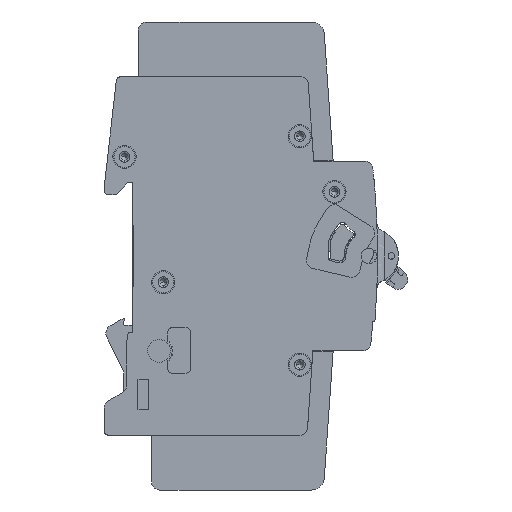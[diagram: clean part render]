
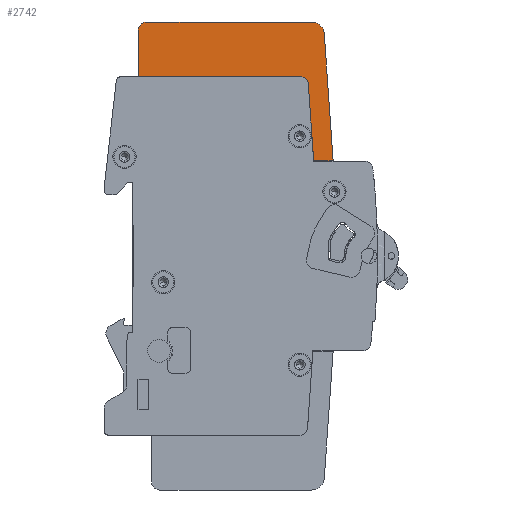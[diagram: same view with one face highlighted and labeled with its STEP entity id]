
A CAD part, left-side view. The second image highlights one B-rep face of the part: STEP entity #2742.
In plain terms, the highlighted planar face has unit normal (-1, 0, 0).
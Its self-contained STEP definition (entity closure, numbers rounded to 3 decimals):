
#2742=ADVANCED_FACE('',(#5297),#5298,.T.);
#5297=FACE_OUTER_BOUND('',#7796,.T.);
#5298=PLANE('',#7797);
#7796=EDGE_LOOP('',(#14853,#14854,#14855,#14856,#14857,#14858,#14859,#14860,#14861));
#7797=AXIS2_PLACEMENT_3D('',#14862,#14863,#14864);
#14853=ORIENTED_EDGE('',*,*,#18137,.F.);
#14854=ORIENTED_EDGE('',*,*,#18155,.F.);
#14855=ORIENTED_EDGE('',*,*,#18156,.F.);
#14856=ORIENTED_EDGE('',*,*,#18157,.F.);
#14857=ORIENTED_EDGE('',*,*,#18158,.F.);
#14858=ORIENTED_EDGE('',*,*,#18159,.F.);
#14859=ORIENTED_EDGE('',*,*,#18160,.F.);
#14860=ORIENTED_EDGE('',*,*,#18161,.F.);
#14861=ORIENTED_EDGE('',*,*,#18162,.F.);
#14862=CARTESIAN_POINT('',(1.55,-20.42,0.383));
#14863=DIRECTION('',(-1.0,0.0,0.0));
#14864=DIRECTION('',(0.0,-1.0,0.0));
#18137=EDGE_CURVE('',#22426,#22428,#22429,.T.);
#18155=EDGE_CURVE('',#22457,#22426,#22458,.T.);
#18156=EDGE_CURVE('',#22459,#22457,#22460,.T.);
#18157=EDGE_CURVE('',#22461,#22459,#22462,.T.);
#18158=EDGE_CURVE('',#22463,#22461,#22464,.T.);
#18159=EDGE_CURVE('',#22465,#22463,#22466,.T.);
#18160=EDGE_CURVE('',#22467,#22465,#22468,.T.);
#18161=EDGE_CURVE('',#22469,#22467,#22470,.T.);
#18162=EDGE_CURVE('',#22428,#22469,#22471,.T.);
#22426=VERTEX_POINT('',#28728);
#22428=VERTEX_POINT('',#28731);
#22429=LINE('',#28732,#28733);
#22457=VERTEX_POINT('',#28773);
#22458=LINE('',#28774,#28775);
#22459=VERTEX_POINT('',#28776);
#22460=LINE('',#28777,#28778);
#22461=VERTEX_POINT('',#28779);
#22462=CIRCLE('',#28780,3.);
#22463=VERTEX_POINT('',#28781);
#22464=LINE('',#28782,#28783);
#22465=VERTEX_POINT('',#28784);
#22466=CIRCLE('',#28785,2.);
#22467=VERTEX_POINT('',#28786);
#22468=LINE('',#28787,#28788);
#22469=VERTEX_POINT('',#28789);
#22470=LINE('',#28790,#28791);
#22471=CIRCLE('',#28792,1.8);
#28728=CARTESIAN_POINT('',(1.55,-42.862,22.6));
#28731=CARTESIAN_POINT('',(1.55,-41.588,40.826));
#28732=CARTESIAN_POINT('',(1.55,-43.264,16.858));
#28733=VECTOR('',#32408,1.0);
#28773=CARTESIAN_POINT('',(1.55,-47.481,22.6));
#28774=CARTESIAN_POINT('',(1.55,-47.481,22.6));
#28775=VECTOR('',#32427,1.0);
#28776=CARTESIAN_POINT('',(1.55,-45.376,52.709));
#28777=CARTESIAN_POINT('',(1.55,-45.376,52.709));
#28778=VECTOR('',#32428,1.0);
#28779=CARTESIAN_POINT('',(1.55,-42.383,55.5));
#28780=AXIS2_PLACEMENT_3D('',#32429,#32430,#32431);
#28781=CARTESIAN_POINT('',(1.55,-3.3,55.5));
#28782=CARTESIAN_POINT('',(1.55,-3.3,55.5));
#28783=VECTOR('',#32432,1.0);
#28784=CARTESIAN_POINT('',(1.55,-1.3,53.5));
#28785=AXIS2_PLACEMENT_3D('',#32433,#32434,#32435);
#28786=CARTESIAN_POINT('',(1.55,-1.3,42.5));
#28787=CARTESIAN_POINT('',(1.55,-1.3,0.0));
#28788=VECTOR('',#32436,1.0);
#28789=CARTESIAN_POINT('',(1.55,-39.792,42.5));
#28790=CARTESIAN_POINT('',(1.55,-19.422,42.5));
#28791=VECTOR('',#32437,1.0);
#28792=AXIS2_PLACEMENT_3D('',#32438,#32439,#32440);
#32408=DIRECTION('',(0.0,0.07,0.998));
#32427=DIRECTION('',(0.0,1.0,0.0));
#32428=DIRECTION('',(0.0,-0.07,-0.998));
#32429=CARTESIAN_POINT('',(1.55,-42.383,52.5));
#32430=DIRECTION('',(1.0,0.0,0.0));
#32431=DIRECTION('',(0.0,-0.998,0.07));
#32432=DIRECTION('',(0.0,-1.0,0.0));
#32433=CARTESIAN_POINT('',(1.55,-3.3,53.5));
#32434=DIRECTION('',(1.0,0.0,0.0));
#32435=DIRECTION('',(0.0,0.,1.0));
#32436=DIRECTION('',(0.0,0.0,1.0));
#32437=DIRECTION('',(0.0,1.0,-0.0));
#32438=CARTESIAN_POINT('',(1.55,-39.792,40.7));
#32439=DIRECTION('',(-1.0,0.0,0.0));
#32440=DIRECTION('',(0.0,-0.998,0.07));
